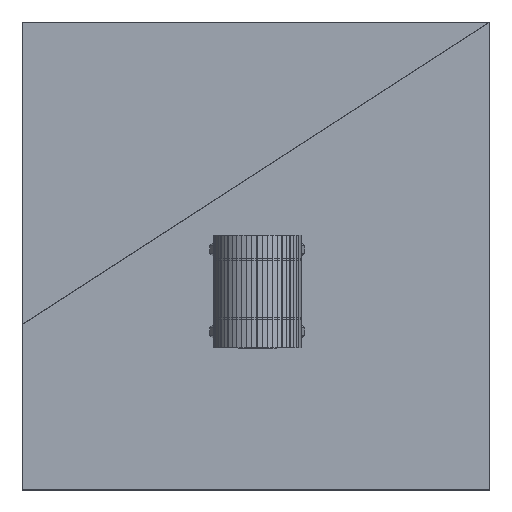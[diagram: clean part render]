
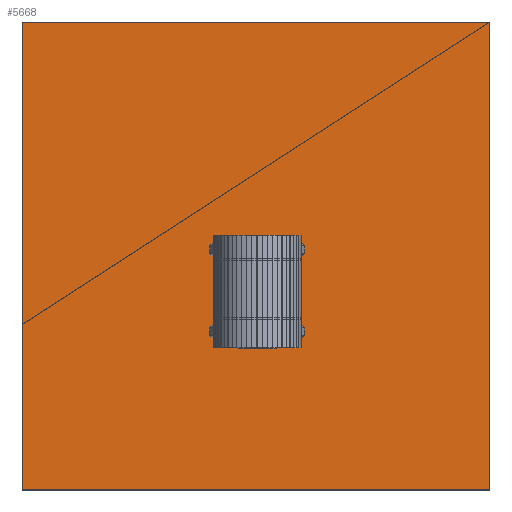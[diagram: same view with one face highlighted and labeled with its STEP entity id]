
A CAD part, top view. The second image highlights one B-rep face of the part: STEP entity #5668.
In plain terms, the highlighted planar face has unit normal (0, 0, 1).
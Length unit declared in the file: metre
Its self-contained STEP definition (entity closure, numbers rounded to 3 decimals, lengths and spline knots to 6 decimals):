
#5668=ADVANCED_FACE('',(#7273),#24087,.T.);
#7273=FACE_OUTER_BOUND('',#8884,.T.);
#8884=EDGE_LOOP('',(#15389,#15390,#15391,#15392));
#15389=ORIENTED_EDGE('',*,*,#19273,.F.);
#15390=ORIENTED_EDGE('',*,*,#19270,.F.);
#15391=ORIENTED_EDGE('',*,*,#19267,.F.);
#15392=ORIENTED_EDGE('',*,*,#19263,.F.);
#19263=EDGE_CURVE('',#23685,#23686,#21171,.T.);
#19267=EDGE_CURVE('',#23686,#23689,#21175,.T.);
#19270=EDGE_CURVE('',#23689,#23691,#21178,.T.);
#19273=EDGE_CURVE('',#23691,#23685,#21181,.T.);
#21171=B_SPLINE_CURVE_WITH_KNOTS('',1,(#48924,#48925),.UNSPECIFIED.,.F.,
 .F.,(2,2),(0.,9.977242),.UNSPECIFIED.);
#21175=B_SPLINE_CURVE_WITH_KNOTS('',1,(#48932,#48933),.UNSPECIFIED.,.F.,
 .F.,(2,2),(9.977242,19.954483),.UNSPECIFIED.);
#21178=B_SPLINE_CURVE_WITH_KNOTS('',1,(#48938,#48939),.UNSPECIFIED.,.F.,
 .F.,(2,2),(19.954483,29.931725),.UNSPECIFIED.);
#21181=B_SPLINE_CURVE_WITH_KNOTS('',1,(#48944,#48945),.UNSPECIFIED.,.F.,
 .F.,(2,2),(29.931725,39.908966),.UNSPECIFIED.);
#23685=VERTEX_POINT('',#48916);
#23686=VERTEX_POINT('',#48917);
#23689=VERTEX_POINT('',#48920);
#23691=VERTEX_POINT('',#48922);
#24087=PLANE('',#24499);
#24499=AXIS2_PLACEMENT_3D('',#48914,#24897,$);
#24897=DIRECTION('',(0.,0.,1.));
#48914=CARTESIAN_POINT('',(-5.01363,-3.028423,0.));
#48916=CARTESIAN_POINT('',(-5.01363,-3.028423,0.));
#48917=CARTESIAN_POINT('',(-5.01363,6.948818,0.));
#48920=CARTESIAN_POINT('',(4.963612,6.948818,0.));
#48922=CARTESIAN_POINT('',(4.963612,-3.028423,0.));
#48924=CARTESIAN_POINT('',(-5.01363,-3.028423,0.));
#48925=CARTESIAN_POINT('',(-5.01363,6.948818,0.));
#48932=CARTESIAN_POINT('',(-5.01363,6.948818,0.));
#48933=CARTESIAN_POINT('',(4.963612,6.948818,0.));
#48938=CARTESIAN_POINT('',(4.963612,6.948818,0.));
#48939=CARTESIAN_POINT('',(4.963612,-3.028423,0.));
#48944=CARTESIAN_POINT('',(4.963612,-3.028423,0.));
#48945=CARTESIAN_POINT('',(-5.01363,-3.028423,0.));
